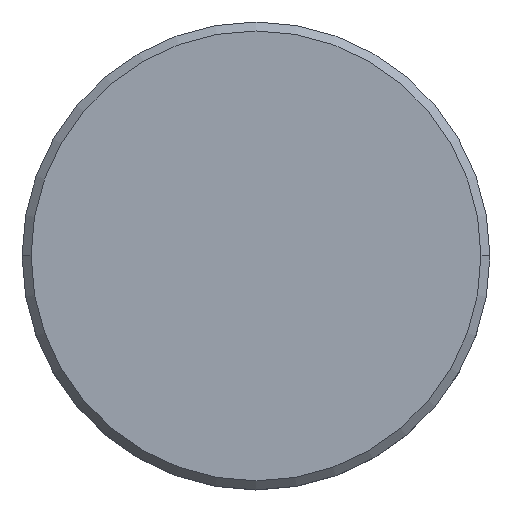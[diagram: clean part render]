
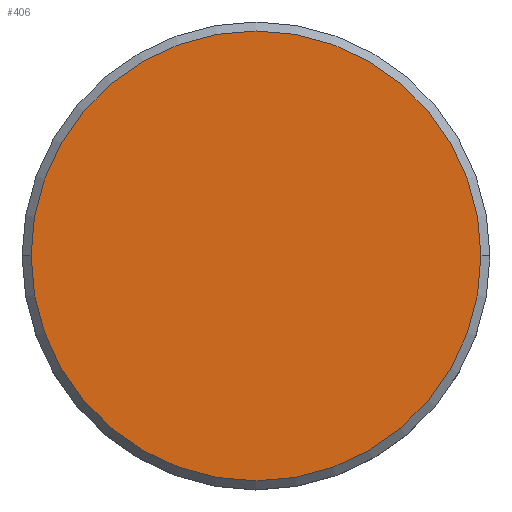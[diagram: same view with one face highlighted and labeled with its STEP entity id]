
A CAD part, top view. The second image highlights one B-rep face of the part: STEP entity #406.
In plain terms, the highlighted planar face has unit normal (0, 0, 1).
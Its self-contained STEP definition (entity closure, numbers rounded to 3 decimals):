
#28 = AXIS2_PLACEMENT_3D ( 'NONE', #609, #57, #540 ) ;
#57 = DIRECTION ( 'NONE',  ( 0., 0., 1. ) ) ;
#59 = DIRECTION ( 'NONE',  ( 1., 0., 0. ) ) ;
#82 = CIRCLE ( 'NONE', #236, 12.5 ) ;
#91 = EDGE_CURVE ( 'NONE', #1129, #1178, #82, .T. ) ;
#193 = ORIENTED_EDGE ( 'NONE', *, *, #91, .T. ) ;
#236 = AXIS2_PLACEMENT_3D ( 'NONE', #398, #491, #968 ) ;
#238 = PLANE ( 'NONE',  #28 ) ;
#295 = EDGE_CURVE ( 'NONE', #1178, #1129, #1048, .T. ) ;
#398 = CARTESIAN_POINT ( 'NONE',  ( 0., 0., 0. ) ) ;
#406 = ADVANCED_FACE ( 'NONE', ( #986 ), #238, .T. ) ;
#443 = CARTESIAN_POINT ( 'NONE',  ( 12.5, 0., 0. ) ) ;
#478 = EDGE_LOOP ( 'NONE', ( #193, #716 ) ) ;
#491 = DIRECTION ( 'NONE',  ( 0., 0., 1. ) ) ;
#540 = DIRECTION ( 'NONE',  ( 1., 0., 0. ) ) ;
#609 = CARTESIAN_POINT ( 'NONE',  ( 0., 0., 0. ) ) ;
#716 = ORIENTED_EDGE ( 'NONE', *, *, #295, .T. ) ;
#890 = CARTESIAN_POINT ( 'NONE',  ( 0., 0., 0. ) ) ;
#898 = DIRECTION ( 'NONE',  ( 0., 0., 1. ) ) ;
#968 = DIRECTION ( 'NONE',  ( 1., 0., 0. ) ) ;
#986 = FACE_OUTER_BOUND ( 'NONE', #478, .T. ) ;
#1048 = CIRCLE ( 'NONE', #1119, 12.5 ) ;
#1075 = CARTESIAN_POINT ( 'NONE',  ( -12.5, 0., 0. ) ) ;
#1119 = AXIS2_PLACEMENT_3D ( 'NONE', #890, #898, #59 ) ;
#1129 = VERTEX_POINT ( 'NONE', #1075 ) ;
#1178 = VERTEX_POINT ( 'NONE', #443 ) ;
